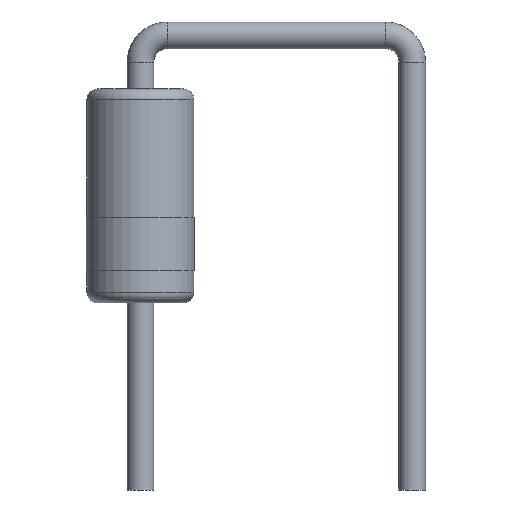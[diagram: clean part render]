
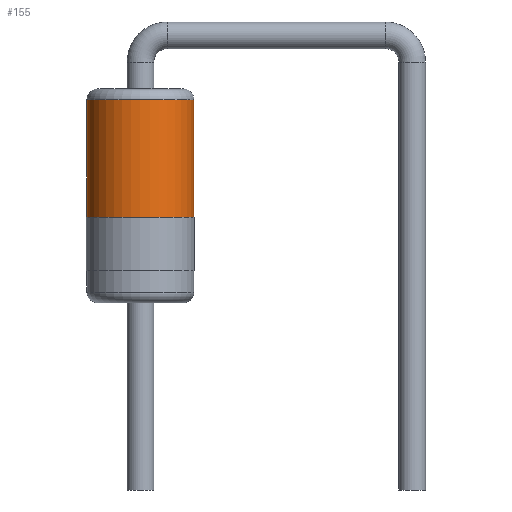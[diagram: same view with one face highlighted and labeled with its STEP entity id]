
A CAD part, front view. The second image highlights one B-rep face of the part: STEP entity #155.
In plain terms, the highlighted cylindrical face has radius 1 mm (diameter 2 mm), a full revolution.
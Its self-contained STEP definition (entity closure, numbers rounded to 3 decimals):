
#62=DIRECTION('',(0.,0.,-1.));
#79=DIRECTION('',(1.,0.,0.));
#100=LINE('',#101,#102);
#101=CARTESIAN_POINT('',(1.,0.,4.5));
#102=VECTOR('',#103,1.);
#103=DIRECTION('',(0.,0.,-1.));
#106=CYLINDRICAL_SURFACE('',#107,1.);
#107=AXIS2_PLACEMENT_3D('',#108,#62,#79);
#108=CARTESIAN_POINT('',(0.,0.,4.5));
#133=CARTESIAN_POINT('',(0.,0.,2.1));
#147=EDGE_CURVE('',#148,#148,#150,.T.);
#148=VERTEX_POINT('',#149);
#149=CARTESIAN_POINT('',(1.,0.,2.1));
#150=CIRCLE('',#151,1.);
#151=AXIS2_PLACEMENT_3D('',#133,#62,#79);
#155=ADVANCED_FACE('',(#156),#106,.T.);
#156=FACE_BOUND('',#157,.T.);
#157=EDGE_LOOP('',(#158,#165,#167,#168));
#158=ORIENTED_EDGE('',*,*,#159,.T.);
#159=EDGE_CURVE('',#160,#160,#162,.T.);
#160=VERTEX_POINT('',#161);
#161=CARTESIAN_POINT('',(1.,0.,4.3));
#162=CIRCLE('',#163,1.);
#163=AXIS2_PLACEMENT_3D('',#164,#62,#79);
#164=CARTESIAN_POINT('',(0.,0.,4.3));
#165=ORIENTED_EDGE('',*,*,#166,.T.);
#166=EDGE_CURVE('',#160,#148,#100,.T.);
#167=ORIENTED_EDGE('',*,*,#147,.F.);
#168=ORIENTED_EDGE('',*,*,#166,.F.);
